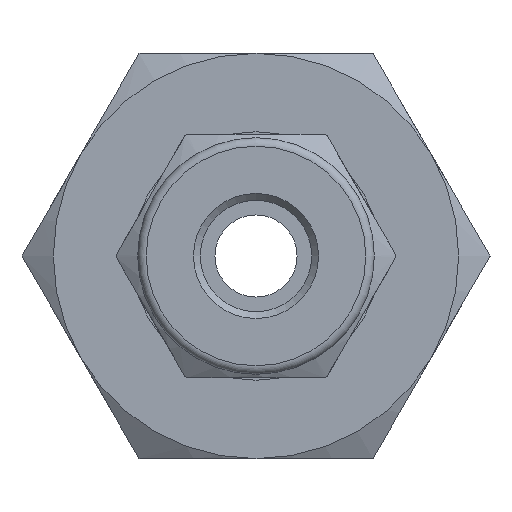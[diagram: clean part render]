
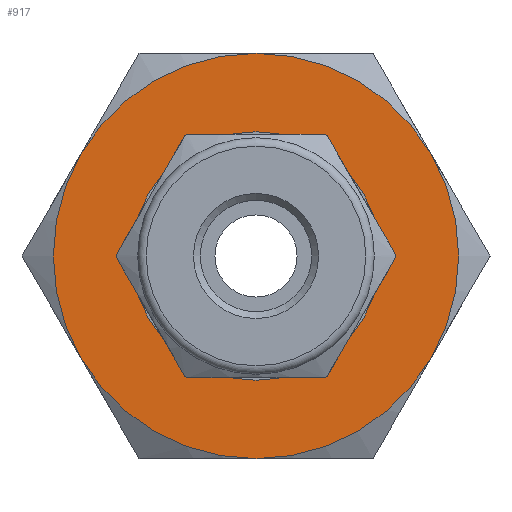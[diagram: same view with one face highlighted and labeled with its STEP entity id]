
A CAD part, left-side view. The second image highlights one B-rep face of the part: STEP entity #917.
In plain terms, the highlighted planar face has unit normal (-1, 0, 0).
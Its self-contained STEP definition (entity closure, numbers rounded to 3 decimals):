
#23=FACE_BOUND('',#231,.T.);
#64=CIRCLE('',#1002,5.9);
#86=CIRCLE('',#1043,11.906);
#87=CIRCLE('',#1044,11.906);
#88=CIRCLE('',#1045,11.906);
#89=CIRCLE('',#1046,11.906);
#90=CIRCLE('',#1047,11.906);
#91=CIRCLE('',#1048,11.906);
#162=FACE_OUTER_BOUND('',#230,.T.);
#230=EDGE_LOOP('',(#755,#756,#757,#758,#759,#760));
#231=EDGE_LOOP('',(#761));
#406=VERTEX_POINT('',#1498);
#425=VERTEX_POINT('',#1569);
#426=VERTEX_POINT('',#1570);
#427=VERTEX_POINT('',#1572);
#428=VERTEX_POINT('',#1574);
#429=VERTEX_POINT('',#1576);
#430=VERTEX_POINT('',#1578);
#505=EDGE_CURVE('',#406,#406,#64,.T.);
#538=EDGE_CURVE('',#425,#426,#86,.T.);
#539=EDGE_CURVE('',#427,#425,#87,.T.);
#540=EDGE_CURVE('',#428,#427,#88,.T.);
#541=EDGE_CURVE('',#429,#428,#89,.T.);
#542=EDGE_CURVE('',#430,#429,#90,.T.);
#543=EDGE_CURVE('',#426,#430,#91,.T.);
#755=ORIENTED_EDGE('',*,*,#538,.F.);
#756=ORIENTED_EDGE('',*,*,#539,.F.);
#757=ORIENTED_EDGE('',*,*,#540,.F.);
#758=ORIENTED_EDGE('',*,*,#541,.F.);
#759=ORIENTED_EDGE('',*,*,#542,.F.);
#760=ORIENTED_EDGE('',*,*,#543,.F.);
#761=ORIENTED_EDGE('',*,*,#505,.T.);
#871=PLANE('',#1042);
#917=ADVANCED_FACE('',(#162,#23),#871,.T.);
#1002=AXIS2_PLACEMENT_3D('',#1499,#1184,#1185);
#1042=AXIS2_PLACEMENT_3D('',#1568,#1275,#1276);
#1043=AXIS2_PLACEMENT_3D('',#1571,#1277,#1278);
#1044=AXIS2_PLACEMENT_3D('',#1573,#1279,#1280);
#1045=AXIS2_PLACEMENT_3D('',#1575,#1281,#1282);
#1046=AXIS2_PLACEMENT_3D('',#1577,#1283,#1284);
#1047=AXIS2_PLACEMENT_3D('',#1579,#1285,#1286);
#1048=AXIS2_PLACEMENT_3D('',#1580,#1287,#1288);
#1184=DIRECTION('center_axis',(1.,0.,0.));
#1185=DIRECTION('ref_axis',(0.,1.,0.));
#1275=DIRECTION('center_axis',(-1.,0.,0.));
#1276=DIRECTION('ref_axis',(0.,0.,1.));
#1277=DIRECTION('center_axis',(1.,0.,0.));
#1278=DIRECTION('ref_axis',(0.,0.,-1.));
#1279=DIRECTION('center_axis',(1.,0.,0.));
#1280=DIRECTION('ref_axis',(0.,0.,-1.));
#1281=DIRECTION('center_axis',(1.,0.,0.));
#1282=DIRECTION('ref_axis',(0.,0.,-1.));
#1283=DIRECTION('center_axis',(1.,0.,0.));
#1284=DIRECTION('ref_axis',(0.,0.,-1.));
#1285=DIRECTION('center_axis',(1.,0.,0.));
#1286=DIRECTION('ref_axis',(0.,0.,-1.));
#1287=DIRECTION('center_axis',(1.,0.,0.));
#1288=DIRECTION('ref_axis',(0.,0.,-1.));
#1498=CARTESIAN_POINT('',(17.839,-5.9,0.));
#1499=CARTESIAN_POINT('Origin',(17.839,0.,
0.));
#1568=CARTESIAN_POINT('Origin',(17.839,11.906,0.));
#1569=CARTESIAN_POINT('',(17.839,10.311,-5.953));
#1570=CARTESIAN_POINT('',(17.839,10.311,5.953));
#1571=CARTESIAN_POINT('Origin',(17.839,0.,
0.));
#1572=CARTESIAN_POINT('',(17.839,0.,-11.906));
#1573=CARTESIAN_POINT('Origin',(17.839,0.,
0.));
#1574=CARTESIAN_POINT('',(17.839,-10.311,-5.953));
#1575=CARTESIAN_POINT('Origin',(17.839,0.,
0.));
#1576=CARTESIAN_POINT('',(17.839,-10.311,5.953));
#1577=CARTESIAN_POINT('Origin',(17.839,0.,
0.));
#1578=CARTESIAN_POINT('',(17.839,0.,11.906));
#1579=CARTESIAN_POINT('Origin',(17.839,0.,
0.));
#1580=CARTESIAN_POINT('Origin',(17.839,0.,
0.));
